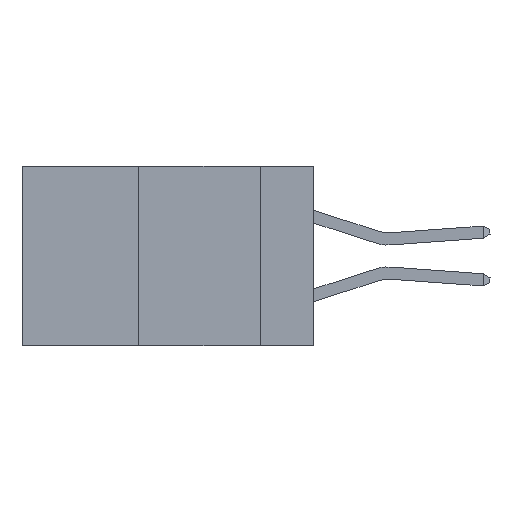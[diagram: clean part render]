
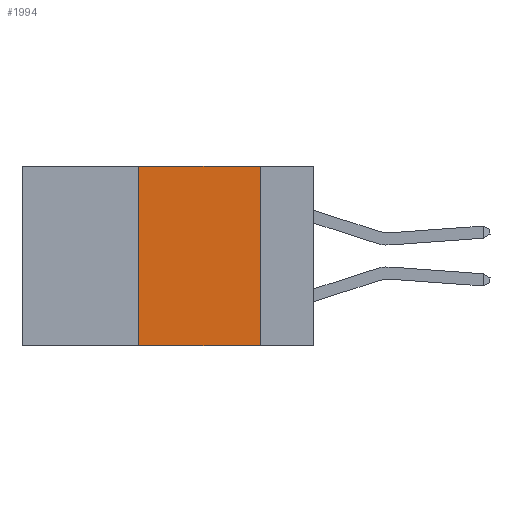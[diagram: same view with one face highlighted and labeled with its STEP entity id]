
A CAD part, left-side view. The second image highlights one B-rep face of the part: STEP entity #1994.
In plain terms, the highlighted planar face has unit normal (-1, 0, 0).
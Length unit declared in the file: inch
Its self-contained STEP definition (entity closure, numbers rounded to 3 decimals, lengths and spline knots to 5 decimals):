
#1026 = LINE ( 'NONE', #7067, #8550 ) ;
#1486 = PLANE ( 'NONE',  #13924 ) ;
#1773 = FACE_OUTER_BOUND ( 'NONE', #6157, .T. ) ;
#1994 = ADVANCED_FACE ( 'NONE', ( #1773 ), #1486, .F. ) ;
#2175 = VERTEX_POINT ( 'NONE', #6789 ) ;
#2290 = EDGE_CURVE ( 'NONE', #2175, #5430, #1026, .T. ) ;
#3849 = DIRECTION ( 'NONE',  ( 0., 0., -1. ) ) ;
#4678 = ORIENTED_EDGE ( 'NONE', *, *, #2290, .F. ) ;
#4803 = DIRECTION ( 'NONE',  ( 0., -1., 0. ) ) ;
#5422 = DIRECTION ( 'NONE',  ( 0., 0., 1. ) ) ;
#5430 = VERTEX_POINT ( 'NONE', #9812 ) ;
#5555 = EDGE_CURVE ( 'NONE', #11433, #6939, #14684, .T. ) ;
#6157 = EDGE_LOOP ( 'NONE', ( #4678, #6660, #19595, #11208 ) ) ;
#6307 = DIRECTION ( 'NONE',  ( 0., 0., -1. ) ) ;
#6333 = CARTESIAN_POINT ( 'NONE',  ( 0., 0.6, -0.37 ) ) ;
#6660 = ORIENTED_EDGE ( 'NONE', *, *, #19268, .F. ) ;
#6789 = CARTESIAN_POINT ( 'NONE',  ( 0., 0.11, 0. ) ) ;
#6939 = VERTEX_POINT ( 'NONE', #15224 ) ;
#7067 = CARTESIAN_POINT ( 'NONE',  ( 0., 0.11, 0. ) ) ;
#7477 = DIRECTION ( 'NONE',  ( 0., -1., 0. ) ) ;
#8550 = VECTOR ( 'NONE', #3849, 39.37008 ) ;
#9383 = LINE ( 'NONE', #10692, #17405 ) ;
#9565 = CARTESIAN_POINT ( 'NONE',  ( 0., 0.36, -0.37 ) ) ;
#9812 = CARTESIAN_POINT ( 'NONE',  ( 0., 0.11, -0.37 ) ) ;
#10692 = CARTESIAN_POINT ( 'NONE',  ( 0., 0.6, 0. ) ) ;
#11208 = ORIENTED_EDGE ( 'NONE', *, *, #13969, .T. ) ;
#11433 = VERTEX_POINT ( 'NONE', #9565 ) ;
#12422 = LINE ( 'NONE', #6333, #16194 ) ;
#12678 = CARTESIAN_POINT ( 'NONE',  ( 0., 0.6, 0. ) ) ;
#13924 = AXIS2_PLACEMENT_3D ( 'NONE', #12678, #15905, #6307 ) ;
#13969 = EDGE_CURVE ( 'NONE', #11433, #5430, #12422, .T. ) ;
#14684 = LINE ( 'NONE', #14988, #15186 ) ;
#14988 = CARTESIAN_POINT ( 'NONE',  ( 0., 0.36, 0. ) ) ;
#15186 = VECTOR ( 'NONE', #5422, 39.37008 ) ;
#15224 = CARTESIAN_POINT ( 'NONE',  ( 0., 0.36, 0. ) ) ;
#15905 = DIRECTION ( 'NONE',  ( 1., 0., 0. ) ) ;
#16194 = VECTOR ( 'NONE', #4803, 39.37008 ) ;
#17405 = VECTOR ( 'NONE', #7477, 39.37008 ) ;
#19268 = EDGE_CURVE ( 'NONE', #6939, #2175, #9383, .T. ) ;
#19595 = ORIENTED_EDGE ( 'NONE', *, *, #5555, .F. ) ;
